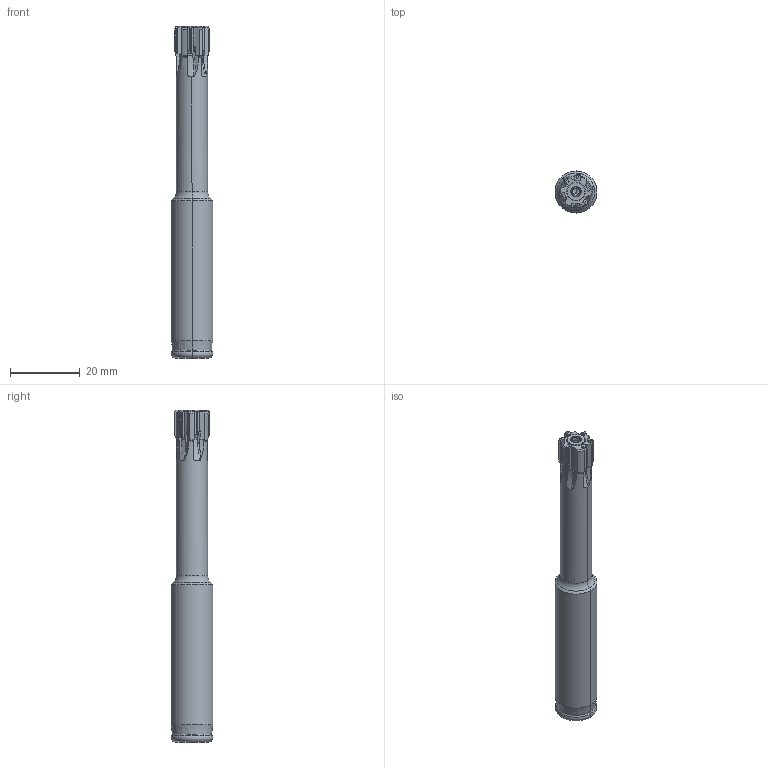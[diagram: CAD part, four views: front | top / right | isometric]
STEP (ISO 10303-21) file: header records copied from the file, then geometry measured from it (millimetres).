
FILE_DESCRIPTION((''),'2;1');
FILE_NAME('608160001-000_ASM','2024-11-11T17:11:54',('AAD_4'),(''),'CREO PARAMETRIC BY PTC INC, 2021184','CREO PARAMETRIC BY PTC INC, 2021184','');
FILE_SCHEMA(('AP242_MANAGED_MODEL_BASED_3D_ENGINEERING_MIM_LF { 1 0 10303 442 1 1 4 }'));
Length unit declared in the file: millimetre
Products named in the file (12): 608019258-000_AF0_PRT; 607959805-000_PRT; 30291402_AF0_PRT; 30291402_AF1_PRT; 30291402_AF2_PRT; 30291402_AF3_PRT; 30291402_AF4_PRT; 30291402_AF5_PRT; 607902829-000_AF0_PRT; 607902778-000_PRT; 607889934-000_AF0_ASM; 608160001-000_ASM
Assembly tree (11 placements, depth 3):
  608160001-000_ASM
    608019258-000_AF0_PRT
    607959805-000_PRT
    30291402_AF0_PRT
    30291402_AF1_PRT
    30291402_AF2_PRT
    30291402_AF3_PRT
    30291402_AF4_PRT
    30291402_AF5_PRT
    607889934-000_AF0_ASM
      607902829-000_AF0_PRT
      607902778-000_PRT
Bounding box: 12 x 12 x 95 mm (x, y, z)
Volume: 7709.9 mm3; surface area: 4648.5 mm2
Topology: 8 solids, 8 shells, 246 faces, 647 edges, 407 vertices
Faces by surface type: plane 114, cylinder 56, cone 56, torus 20
Entity records: 11423 total; most frequent: CARTESIAN_POINT 2988, ORIENTED_EDGE 1282, DIRECTION 1177, PRESENTATION_STYLE_ASSIGNMENT 649, STYLED_ITEM 649, CURVE_STYLE 641, EDGE_CURVE 641, AXIS2_PLACEMENT_3D 417
